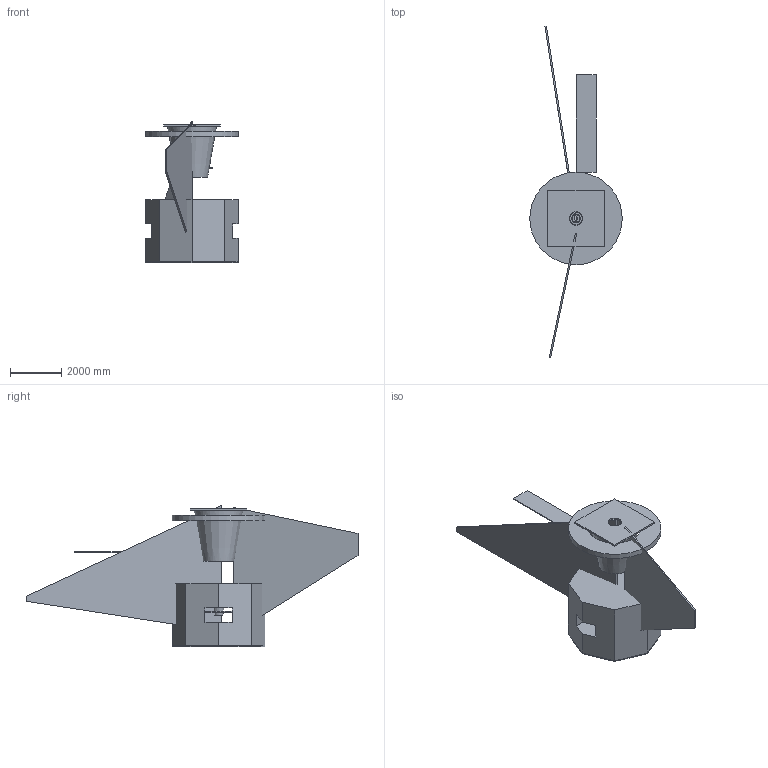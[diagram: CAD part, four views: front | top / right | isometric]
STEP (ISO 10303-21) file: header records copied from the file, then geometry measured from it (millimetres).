
FILE_DESCRIPTION(('FreeCAD Model'),'2;1');
FILE_NAME('AFA.step','2020-09-21T08:49:24',('Author'),(''), 'Open CASCADE STEP processor 7.4','FreeCAD','Unknown');
FILE_SCHEMA(('AUTOMOTIVE_DESIGN { 1 0 10303 214 1 1 1 1 }'));
Length unit declared in the file: millimetre
Products named in the file (57): AFA; AFaM_1; GDMLPolycone_TGeoPcon; AFaInnerShield_1; AFaWTube1_1; GDMLPolycone_TGeoPcon0x1; AFaWTube2_1; GDMLPolycone_TGeoPcon0x2; AFaWTube3_1; GDMLCone_TGeoCone; AFaWTube4_1; GDMLCone_TGeoCone0x1; AFaWPlateA_1; GDMLPolycone_TGeoPcon0x3; AFaWPlateAI_1; GDMLPolycone_TGeoPcon0x4; AFaSteelEnvelope_1; subtraction_shFaSteelEnvelope; AFaPbCone_1; GDMLPolycone_TGeoPcon0x5; AFaPbConeI_1; GDMLPolycone_TGeoPcon0x6; AFaCH2Cone_1; GDMLCone_TGeoCone0x2; AFaFlange_1; GDMLPolycone_TGeoPcon0x7; AFaMgRing_1; GDMLPolycone_TGeoPcon0x8; AFaCompRing_1; GDMLPolycone_TGeoPcon0x9; AFaAcc_1; GDMLPolycone_TGeoPcon0x10; AFaGraphiteCone_1; GDMLPolycone_TGeoPcon0x11; AFaGraphiteConeO_1; GDMLCone_TGeoCone0x3; AFaConcreteCone_1; GDMLCone_TGeoCone0x4; AFaSteelCone25_1; GDMLCone_TGeoCone0x5 ...
Assembly tree (57 placements, depth 6):
  AFA
    AFaM_1
      GDMLPolycone_TGeoPcon
      AFaInnerShield_1
        AFaWTube1_1
          GDMLPolycone_TGeoPcon0x1
        AFaWTube2_1
          GDMLPolycone_TGeoPcon0x2
        AFaWTube3_1
          GDMLCone_TGeoCone
        AFaWTube4_1
          GDMLCone_TGeoCone0x1
      AFaWPlateA_1
        GDMLPolycone_TGeoPcon0x3
        AFaWPlateAI_1
          GDMLPolycone_TGeoPcon0x4
      AFaSteelEnvelope_1
        subtraction_shFaSteelEnvelope
      AFaPbCone_1
        GDMLPolycone_TGeoPcon0x5
        AFaPbConeI_1
          GDMLPolycone_TGeoPcon0x6
      AFaCH2Cone_1
        GDMLCone_TGeoCone0x2
      AFaFlange_1
        GDMLPolycone_TGeoPcon0x7
      AFaMgRing_1
        GDMLPolycone_TGeoPcon0x8
      AFaCompRing_1
        GDMLPolycone_TGeoPcon0x9
      AFaAcc_1
        GDMLPolycone_TGeoPcon0x10
        AFaGraphiteCone_1
          GDMLPolycone_TGeoPcon0x11
          AFaGraphiteConeO_1
            GDMLCone_TGeoCone0x3
        AFaConcreteCone_1
          GDMLCone_TGeoCone0x4
        AFaSteelCone25_1
          GDMLCone_TGeoCone0x5
        AFaSteelCone31_1
          GDMLCone_TGeoCone0x6
          AFaSteelCone31I_1
            GDMLCone_TGeoCone0x7
    AFaEndPlate_1
      subtraction_shFaEndPlate
    AFass_1
      AFassUBFlange_1  x2
        GDMLBox_TGeoBBox
      AFassUMFlange_1
        GDMLTrap_TGeoTrap
      AFassLMFlange_1
        GDMLTrap_TGeoTrap0x1
      AFassCentral_1
        subtraction_shFassCentral
    AFassAlRing_1
      GDMLTube_TGeoTube
Bounding box: 3600 x 12930 x 5510 mm (x, y, z)
Volume: 28075107166.5 mm3; surface area: 215717305 mm2
Topology: 21 solids, 21 shells, 129 faces, 231 edges, 148 vertices
Faces by surface type: plane 98, cone 22, cylinder 9
Full cylindrical faces by diameter (mm): 90 x1, 212 x1, 525 x1, 1753 x1, 2080 x1, 2122 x1, 3600 x1
Entity records: 7038 total; most frequent: DIRECTION 1035, CARTESIAN_POINT 1030, LINE 463, VECTOR 463, ORIENTED_EDGE 438, PCURVE 438, DEFINITIONAL_REPRESENTATION 438, AXIS2_PLACEMENT_3D 249
